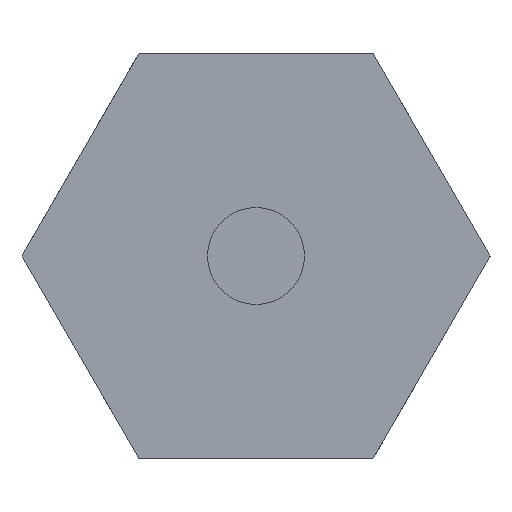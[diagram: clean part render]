
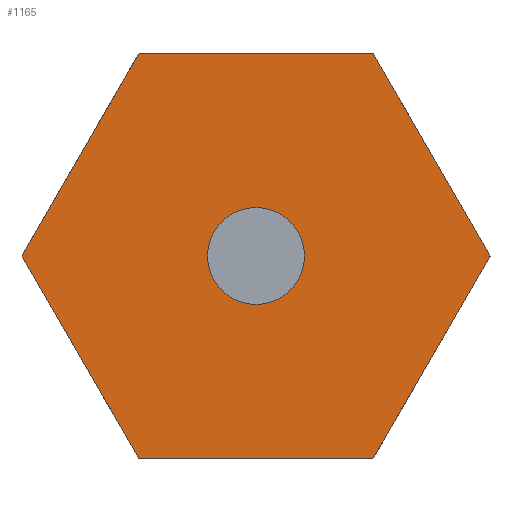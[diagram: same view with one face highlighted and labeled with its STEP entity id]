
A CAD part, front view. The second image highlights one B-rep face of the part: STEP entity #1165.
In plain terms, the highlighted planar face has unit normal (0, -1, 0).
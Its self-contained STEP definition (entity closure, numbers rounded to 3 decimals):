
#66 = EDGE_CURVE ( 'NONE', #874, #349, #1240, .T. ) ;
#74 = VECTOR ( 'NONE', #499, 1000. ) ;
#77 = VECTOR ( 'NONE', #906, 1000. ) ;
#92 = DIRECTION ( 'NONE',  ( 0., -1., 0. ) ) ;
#98 = FACE_OUTER_BOUND ( 'NONE', #679, .T. ) ;
#105 = CARTESIAN_POINT ( 'NONE',  ( 0., 0., 0. ) ) ;
#116 = VERTEX_POINT ( 'NONE', #346 ) ;
#144 = CIRCLE ( 'NONE', #988, 2.5 ) ;
#145 = ORIENTED_EDGE ( 'NONE', *, *, #66, .T. ) ;
#171 = AXIS2_PLACEMENT_3D ( 'NONE', #1136, #1339, #381 ) ;
#193 = EDGE_CURVE ( 'NONE', #1089, #1037, #218, .T. ) ;
#202 = AXIS2_PLACEMENT_3D ( 'NONE', #1060, #92, #326 ) ;
#206 = VERTEX_POINT ( 'NONE', #1239 ) ;
#207 = CARTESIAN_POINT ( 'NONE',  ( 6.033, 0., 10.45 ) ) ;
#218 = LINE ( 'NONE', #1229, #77 ) ;
#247 = CARTESIAN_POINT ( 'NONE',  ( 6.033, 0., -10.45 ) ) ;
#289 = EDGE_CURVE ( 'NONE', #206, #992, #857, .T. ) ;
#322 = VERTEX_POINT ( 'NONE', #1007 ) ;
#326 = DIRECTION ( 'NONE',  ( 0., 0., -1. ) ) ;
#346 = CARTESIAN_POINT ( 'NONE',  ( 0., 0., -2.5 ) ) ;
#349 = VERTEX_POINT ( 'NONE', #1247 ) ;
#381 = DIRECTION ( 'NONE',  ( 0., 0., 1. ) ) ;
#384 = VECTOR ( 'NONE', #416, 1000. ) ;
#400 = VECTOR ( 'NONE', #1118, 1000. ) ;
#416 = DIRECTION ( 'NONE',  ( -0.5, 0., 0.866 ) ) ;
#447 = VECTOR ( 'NONE', #1181, 1000. ) ;
#458 = EDGE_CURVE ( 'NONE', #992, #1089, #1103, .T. ) ;
#492 = PLANE ( 'NONE',  #171 ) ;
#499 = DIRECTION ( 'NONE',  ( 0.5, 0., -0.866 ) ) ;
#566 = EDGE_CURVE ( 'NONE', #349, #206, #1032, .T. ) ;
#592 = FACE_BOUND ( 'NONE', #1087, .T. ) ;
#635 = ORIENTED_EDGE ( 'NONE', *, *, #289, .T. ) ;
#679 = EDGE_LOOP ( 'NONE', ( #145, #1021, #635, #1141, #1054, #1370 ) ) ;
#730 = VECTOR ( 'NONE', #926, 1000. ) ;
#769 = CARTESIAN_POINT ( 'NONE',  ( -6.033, 0., 10.45 ) ) ;
#857 = LINE ( 'NONE', #1340, #74 ) ;
#863 = ORIENTED_EDGE ( 'NONE', *, *, #1378, .F. ) ;
#874 = VERTEX_POINT ( 'NONE', #1166 ) ;
#906 = DIRECTION ( 'NONE',  ( 0.5, 0., 0.866 ) ) ;
#926 = DIRECTION ( 'NONE',  ( -0.5, 0., -0.866 ) ) ;
#988 = AXIS2_PLACEMENT_3D ( 'NONE', #105, #1392, #1171 ) ;
#992 = VERTEX_POINT ( 'NONE', #1302 ) ;
#1004 = CIRCLE ( 'NONE', #202, 2.5 ) ;
#1007 = CARTESIAN_POINT ( 'NONE',  ( 0., 0., 2.5 ) ) ;
#1008 = CARTESIAN_POINT ( 'NONE',  ( 6.033, 0., -10.45 ) ) ;
#1021 = ORIENTED_EDGE ( 'NONE', *, *, #566, .T. ) ;
#1029 = CARTESIAN_POINT ( 'NONE',  ( -12.067, 0., 0. ) ) ;
#1032 = LINE ( 'NONE', #1029, #730 ) ;
#1037 = VERTEX_POINT ( 'NONE', #1315 ) ;
#1054 = ORIENTED_EDGE ( 'NONE', *, *, #193, .T. ) ;
#1060 = CARTESIAN_POINT ( 'NONE',  ( 0., 0., 0. ) ) ;
#1087 = EDGE_LOOP ( 'NONE', ( #1212, #863 ) ) ;
#1089 = VERTEX_POINT ( 'NONE', #247 ) ;
#1103 = LINE ( 'NONE', #1008, #400 ) ;
#1118 = DIRECTION ( 'NONE',  ( 1., 0., 0. ) ) ;
#1136 = CARTESIAN_POINT ( 'NONE',  ( 0., 0., 0. ) ) ;
#1141 = ORIENTED_EDGE ( 'NONE', *, *, #458, .T. ) ;
#1165 = ADVANCED_FACE ( 'NONE', ( #98, #592 ), #492, .F. ) ;
#1166 = CARTESIAN_POINT ( 'NONE',  ( 6.033, 0., 10.45 ) ) ;
#1171 = DIRECTION ( 'NONE',  ( 0., 0., -1. ) ) ;
#1181 = DIRECTION ( 'NONE',  ( -1., 0., 0. ) ) ;
#1212 = ORIENTED_EDGE ( 'NONE', *, *, #1329, .F. ) ;
#1229 = CARTESIAN_POINT ( 'NONE',  ( 12.067, 0., 0. ) ) ;
#1239 = CARTESIAN_POINT ( 'NONE',  ( -12.067, 0., 0. ) ) ;
#1240 = LINE ( 'NONE', #769, #447 ) ;
#1247 = CARTESIAN_POINT ( 'NONE',  ( -6.033, 0., 10.45 ) ) ;
#1260 = LINE ( 'NONE', #207, #384 ) ;
#1302 = CARTESIAN_POINT ( 'NONE',  ( -6.033, 0., -10.45 ) ) ;
#1315 = CARTESIAN_POINT ( 'NONE',  ( 12.067, 0., 0. ) ) ;
#1329 = EDGE_CURVE ( 'NONE', #116, #322, #1004, .T. ) ;
#1339 = DIRECTION ( 'NONE',  ( 0., 1., 0. ) ) ;
#1340 = CARTESIAN_POINT ( 'NONE',  ( -6.033, 0., -10.45 ) ) ;
#1347 = EDGE_CURVE ( 'NONE', #1037, #874, #1260, .T. ) ;
#1370 = ORIENTED_EDGE ( 'NONE', *, *, #1347, .T. ) ;
#1378 = EDGE_CURVE ( 'NONE', #322, #116, #144, .T. ) ;
#1392 = DIRECTION ( 'NONE',  ( 0., -1., 0. ) ) ;
